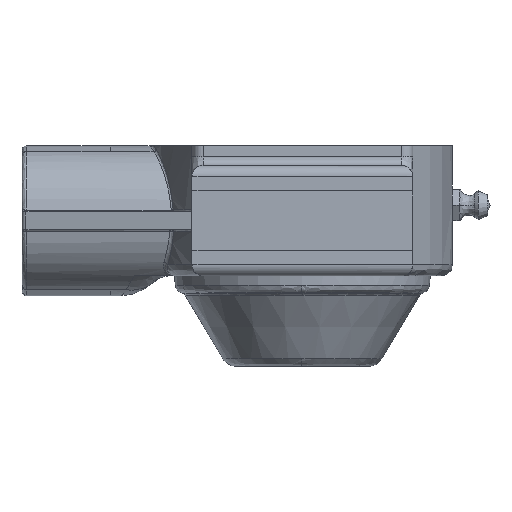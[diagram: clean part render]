
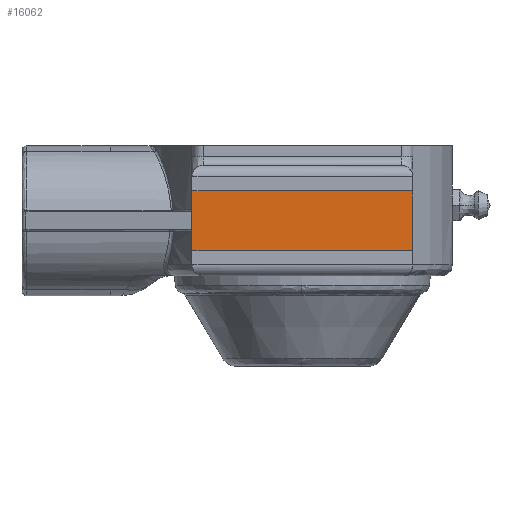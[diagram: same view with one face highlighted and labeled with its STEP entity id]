
A CAD part, front view. The second image highlights one B-rep face of the part: STEP entity #16062.
In plain terms, the highlighted planar face has unit normal (0, -1, 0).
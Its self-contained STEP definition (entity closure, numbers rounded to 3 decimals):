
#1149 = DIRECTION ( 'NONE',  ( 0., 0., 1. ) ) ;
#1452 = ORIENTED_EDGE ( 'NONE', *, *, #3882, .F. ) ;
#2318 = FACE_OUTER_BOUND ( 'NONE', #4371, .T. ) ;
#2507 = ORIENTED_EDGE ( 'NONE', *, *, #12683, .F. ) ;
#3128 = VERTEX_POINT ( 'NONE', #19646 ) ;
#3329 = ORIENTED_EDGE ( 'NONE', *, *, #7786, .T. ) ;
#3330 = CARTESIAN_POINT ( 'NONE',  ( -25., -38.1, -23.75 ) ) ;
#3773 = DIRECTION ( 'NONE',  ( -1., 0., 0. ) ) ;
#3882 = EDGE_CURVE ( 'NONE', #20346, #22842, #4548, .T. ) ;
#4182 = ORIENTED_EDGE ( 'NONE', *, *, #15609, .F. ) ;
#4310 = DIRECTION ( 'NONE',  ( 0., 0., -1. ) ) ;
#4371 = EDGE_LOOP ( 'NONE', ( #2507, #3329, #4182, #1452 ) ) ;
#4548 = LINE ( 'NONE', #11441, #22721 ) ;
#4824 = DIRECTION ( 'NONE',  ( 0., 0., -1. ) ) ;
#5805 = VECTOR ( 'NONE', #4824, 1000. ) ;
#7786 = EDGE_CURVE ( 'NONE', #3128, #17078, #8859, .T. ) ;
#7874 = CARTESIAN_POINT ( 'NONE',  ( 25., -38.1, -10.25 ) ) ;
#7900 = CARTESIAN_POINT ( 'NONE',  ( 0., -38.1, -17. ) ) ;
#8859 = LINE ( 'NONE', #10730, #5805 ) ;
#10730 = CARTESIAN_POINT ( 'NONE',  ( -25., -38.1, -13.5 ) ) ;
#11002 = LINE ( 'NONE', #19825, #15683 ) ;
#11191 = PLANE ( 'NONE',  #16388 ) ;
#11441 = CARTESIAN_POINT ( 'NONE',  ( 25., -38.1, -13.5 ) ) ;
#12683 = EDGE_CURVE ( 'NONE', #3128, #20346, #16430, .T. ) ;
#14188 = VECTOR ( 'NONE', #20137, 1000. ) ;
#14900 = CARTESIAN_POINT ( 'NONE',  ( 0., -38.1, -10.25 ) ) ;
#15609 = EDGE_CURVE ( 'NONE', #22842, #17078, #11002, .T. ) ;
#15683 = VECTOR ( 'NONE', #3773, 1000. ) ;
#16062 = ADVANCED_FACE ( 'NONE', ( #2318 ), #11191, .F. ) ;
#16388 = AXIS2_PLACEMENT_3D ( 'NONE', #7900, #18283, #1149 ) ;
#16430 = LINE ( 'NONE', #14900, #14188 ) ;
#17078 = VERTEX_POINT ( 'NONE', #3330 ) ;
#18157 = CARTESIAN_POINT ( 'NONE',  ( 25., -38.1, -23.75 ) ) ;
#18283 = DIRECTION ( 'NONE',  ( 0., 1., 0. ) ) ;
#19646 = CARTESIAN_POINT ( 'NONE',  ( -25., -38.1, -10.25 ) ) ;
#19825 = CARTESIAN_POINT ( 'NONE',  ( 0., -38.1, -23.75 ) ) ;
#20137 = DIRECTION ( 'NONE',  ( 1., 0., 0. ) ) ;
#20346 = VERTEX_POINT ( 'NONE', #7874 ) ;
#22721 = VECTOR ( 'NONE', #4310, 1000. ) ;
#22842 = VERTEX_POINT ( 'NONE', #18157 ) ;
